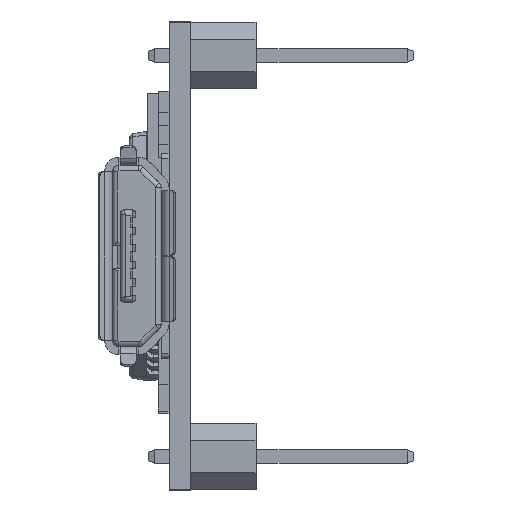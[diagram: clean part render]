
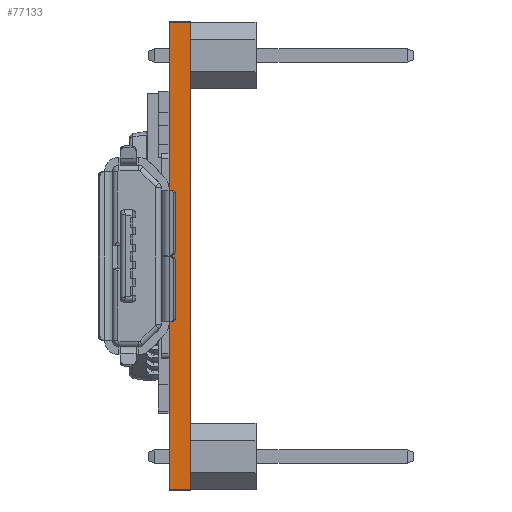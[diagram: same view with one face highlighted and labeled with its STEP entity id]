
A CAD part, left-side view. The second image highlights one B-rep face of the part: STEP entity #77133.
In plain terms, the highlighted planar face has unit normal (-1, 0, 0).
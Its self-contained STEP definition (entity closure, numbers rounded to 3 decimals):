
#574 = CARTESIAN_POINT ( 'NONE',  ( -21.59, 2.5, 8.89 ) ) ;
#1373 = ORIENTED_EDGE ( 'NONE', *, *, #23779, .T. ) ;
#5363 = CARTESIAN_POINT ( 'NONE',  ( -21.59, 3.305, 8.89 ) ) ;
#5410 = DIRECTION ( 'NONE',  ( 0., 0., 1. ) ) ;
#6402 = VECTOR ( 'NONE', #31276, 1000. ) ;
#8434 = FACE_OUTER_BOUND ( 'NONE', #51846, .T. ) ;
#9404 = PLANE ( 'NONE',  #89495 ) ;
#13231 = VECTOR ( 'NONE', #5410, 1000. ) ;
#17372 = DIRECTION ( 'NONE',  ( -1., 0., 0. ) ) ;
#18256 = CARTESIAN_POINT ( 'NONE',  ( -21.59, 3.305, 8.89 ) ) ;
#19282 = CARTESIAN_POINT ( 'NONE',  ( -21.59, 3.305, -8.89 ) ) ;
#23033 = EDGE_CURVE ( 'NONE', #59948, #87631, #58802, .T. ) ;
#23241 = VERTEX_POINT ( 'NONE', #5363 ) ;
#23779 = EDGE_CURVE ( 'NONE', #23241, #59948, #65424, .T. ) ;
#23996 = CARTESIAN_POINT ( 'NONE',  ( -21.59, 3.305, 0. ) ) ;
#31238 = ORIENTED_EDGE ( 'NONE', *, *, #36473, .T. ) ;
#31276 = DIRECTION ( 'NONE',  ( 0., 0., -1. ) ) ;
#36473 = EDGE_CURVE ( 'NONE', #87631, #52145, #41580, .T. ) ;
#37443 = CARTESIAN_POINT ( 'NONE',  ( -21.59, 2.5, -8.89 ) ) ;
#41580 = LINE ( 'NONE', #48837, #13231 ) ;
#45133 = CARTESIAN_POINT ( 'NONE',  ( -21.59, 3.305, -8.89 ) ) ;
#45586 = DIRECTION ( 'NONE',  ( 0., 0., 1. ) ) ;
#48837 = CARTESIAN_POINT ( 'NONE',  ( -21.59, 2.5, 0. ) ) ;
#51846 = EDGE_LOOP ( 'NONE', ( #1373, #90547, #31238, #55504 ) ) ;
#52145 = VERTEX_POINT ( 'NONE', #574 ) ;
#55504 = ORIENTED_EDGE ( 'NONE', *, *, #59070, .T. ) ;
#56707 = VECTOR ( 'NONE', #84402, 1000. ) ;
#58802 = LINE ( 'NONE', #45133, #92731 ) ;
#59070 = EDGE_CURVE ( 'NONE', #52145, #23241, #61241, .T. ) ;
#59948 = VERTEX_POINT ( 'NONE', #19282 ) ;
#61241 = LINE ( 'NONE', #18256, #56707 ) ;
#65424 = LINE ( 'NONE', #23996, #6402 ) ;
#67580 = DIRECTION ( 'NONE',  ( 0., -1., 0. ) ) ;
#77133 = ADVANCED_FACE ( 'NONE', ( #8434 ), #9404, .T. ) ;
#84402 = DIRECTION ( 'NONE',  ( 0., 1., 0. ) ) ;
#87631 = VERTEX_POINT ( 'NONE', #37443 ) ;
#88609 = CARTESIAN_POINT ( 'NONE',  ( -21.59, 3.305, 0. ) ) ;
#89495 = AXIS2_PLACEMENT_3D ( 'NONE', #88609, #17372, #45586 ) ;
#90547 = ORIENTED_EDGE ( 'NONE', *, *, #23033, .T. ) ;
#92731 = VECTOR ( 'NONE', #67580, 1000. ) ;
